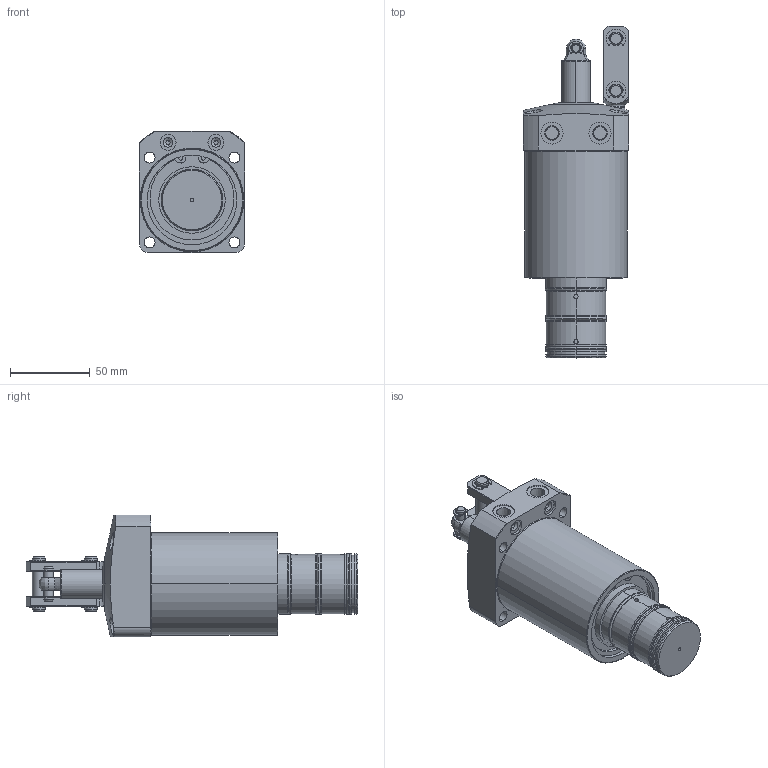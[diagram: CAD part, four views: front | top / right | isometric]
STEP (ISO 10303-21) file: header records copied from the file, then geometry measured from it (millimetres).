
FILE_DESCRIPTION (( 'STEP AP203' ), '1' );
FILE_NAME ('WCE2501-2ARM.STEP', '2019-09-24T06:42:58', ( '微软用户' ), ( '微软中国' ), 'SwSTEP 2.0', 'SolidWorks 2012', '' );
FILE_SCHEMA (( 'CONFIG_CONTROL_DESIGN' ));
Length unit declared in the file: millimetre
Products named in the file (10): ETW-6; ETW-4; WCA0500_嵋裡葨凰_4WC100018-00; 4L51243-00咂搘2; 4L51242-00咂搘1; WCE2500_咂衝椳紕_; WCE2500_菛巍催獉; WCE2500_槭暌溞; WCE2501-2ARM; WCE2501-M_肵巍催獉
Assembly tree (15 placements, depth 2):
  WCE2501-2ARM
    WCE2500_槭暌溞
    WCE2500_菛巍催獉
    WCE2500_咂衝椳紕_
    4L51242-00咂搘1
    4L51243-00咂搘2  x2
    WCA0500_嵋裡葨凰_4WC100018-00  x2
    ETW-4  x2
    ETW-6  x4
    WCE2501-M_肵巍催獉
Bounding box: 66 x 207.5 x 76 mm (x, y, z)
Volume: 445897.8 mm3; surface area: 65087.8 mm2
Topology: 18 solids, 19 shells, 538 faces, 1332 edges, 863 vertices
Faces by surface type: cylinder 294, plane 150, cone 67, bspline 27
Entity records: 13590 total; most frequent: CARTESIAN_POINT 3421, DIRECTION 2024, ORIENTED_EDGE 1788, EDGE_CURVE 894, AXIS2_PLACEMENT_3D 837, VERTEX_POINT 575, CIRCLE 474, EDGE_LOOP 429
